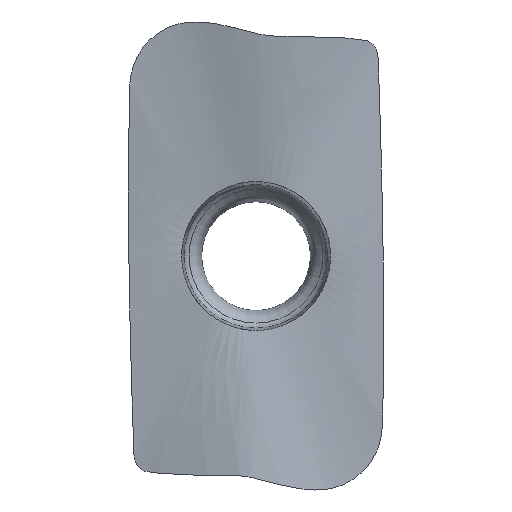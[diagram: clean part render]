
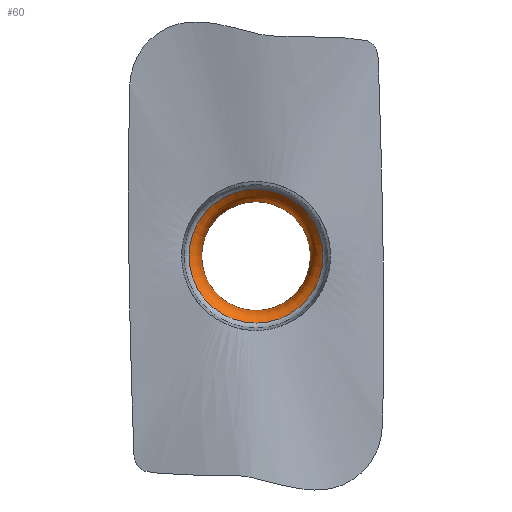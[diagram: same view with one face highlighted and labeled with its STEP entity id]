
A CAD part, top view. The second image highlights one B-rep face of the part: STEP entity #60.
In plain terms, the highlighted toroidal (fillet/blend) face has major radius 3.3 mm and minor radius 1.25 mm.
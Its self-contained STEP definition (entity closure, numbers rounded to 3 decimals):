
#37=TOROIDAL_SURFACE('',#255,3.3,1.25);
#60=ADVANCED_FACE('',(#82,#83),#37,.T.);
#65=CIRCLE('',#249,2.05);
#67=CIRCLE('',#252,2.527);
#82=FACE_BOUND('',#102,.T.);
#83=FACE_BOUND('',#103,.T.);
#102=EDGE_LOOP('',(#148));
#103=EDGE_LOOP('',(#149));
#148=ORIENTED_EDGE('',*,*,#189,.T.);
#149=ORIENTED_EDGE('',*,*,#191,.F.);
#166=VERTEX_POINT('',#4426);
#168=VERTEX_POINT('',#4431);
#189=EDGE_CURVE('',#166,#166,#65,.T.);
#191=EDGE_CURVE('',#168,#168,#67,.T.);
#249=AXIS2_PLACEMENT_3D('',#4425,#272,#273);
#252=AXIS2_PLACEMENT_3D('',#4430,#278,#279);
#255=AXIS2_PLACEMENT_3D('',#4434,#284,#285);
#272=DIRECTION('',(0.,0.,-1.));
#273=DIRECTION('',(1.,0.,0.));
#278=DIRECTION('',(0.,0.,-1.));
#279=DIRECTION('',(1.,0.,0.));
#284=DIRECTION('',(0.,0.,1.));
#285=DIRECTION('',(1.,0.,0.));
#4425=CARTESIAN_POINT('',(0.,0.,-3.82));
#4426=CARTESIAN_POINT('',(2.05,0.,-3.82));
#4430=CARTESIAN_POINT('',(0.,0.,-2.837));
#4431=CARTESIAN_POINT('',(2.527,0.,-2.837));
#4434=CARTESIAN_POINT('',(0.,0.,-3.82));
